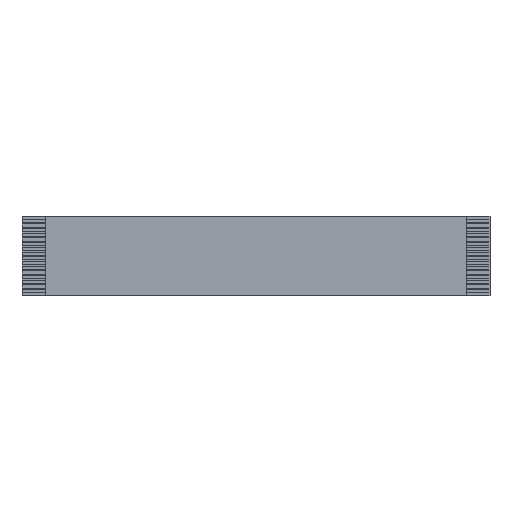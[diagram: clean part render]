
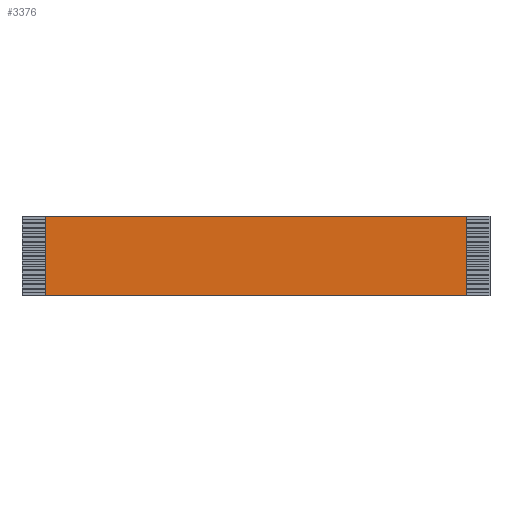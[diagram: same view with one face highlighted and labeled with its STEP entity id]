
A CAD part, top view. The second image highlights one B-rep face of the part: STEP entity #3376.
In plain terms, the highlighted planar face has unit normal (0, 0, 1).
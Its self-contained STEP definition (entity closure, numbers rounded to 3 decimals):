
#717=ORIENTED_EDGE('',*,*,#1021,.T.);
#718=ORIENTED_EDGE('',*,*,#1122,.F.);
#719=ORIENTED_EDGE('',*,*,#1018,.F.);
#720=ORIENTED_EDGE('',*,*,#1121,.T.);
#1018=EDGE_CURVE('',#1339,#1340,#1604,.T.);
#1021=EDGE_CURVE('',#1342,#1341,#1607,.T.);
#1121=EDGE_CURVE('',#1339,#1342,#1707,.T.);
#1122=EDGE_CURVE('',#1340,#1341,#1708,.T.);
#1339=VERTEX_POINT('',#4626);
#1340=VERTEX_POINT('',#4628);
#1341=VERTEX_POINT('',#4632);
#1342=VERTEX_POINT('',#4634);
#1604=LINE('',#4627,#1970);
#1607=LINE('',#4633,#1973);
#1707=LINE('',#4803,#2073);
#1708=LINE('',#4805,#2074);
#1970=VECTOR('',#3853,1000.);
#1973=VECTOR('',#3858,1000.);
#2073=VECTOR('',#4096,1000.);
#2074=VECTOR('',#4099,1000.);
#2189=EDGE_LOOP('',(#717,#718,#719,#720));
#2305=FACE_BOUND('',#2189,.T.);
#2421=PLANE('',#3499);
#3376=ADVANCED_FACE('',(#2305),#2421,.F.);
#3499=AXIS2_PLACEMENT_3D('',#4804,#4097,#4098);
#3853=DIRECTION('',(1.,0.,0.));
#3858=DIRECTION('',(1.,0.,0.));
#4096=DIRECTION('',(0.,-1.,0.));
#4097=DIRECTION('',(0.,0.,-1.));
#4098=DIRECTION('',(-1.,0.,0.));
#4099=DIRECTION('',(0.,-1.,0.));
#4626=CARTESIAN_POINT('',(-45.,8.5,0.138));
#4627=CARTESIAN_POINT('',(-45.,8.5,0.138));
#4628=CARTESIAN_POINT('',(45.,8.5,0.138));
#4632=CARTESIAN_POINT('',(45.,-8.5,0.138));
#4633=CARTESIAN_POINT('',(-45.,-8.5,0.138));
#4634=CARTESIAN_POINT('',(-45.,-8.5,0.138));
#4803=CARTESIAN_POINT('',(-45.,8.5,0.138));
#4804=CARTESIAN_POINT('',(-45.,8.5,0.138));
#4805=CARTESIAN_POINT('',(45.,8.5,0.138));
